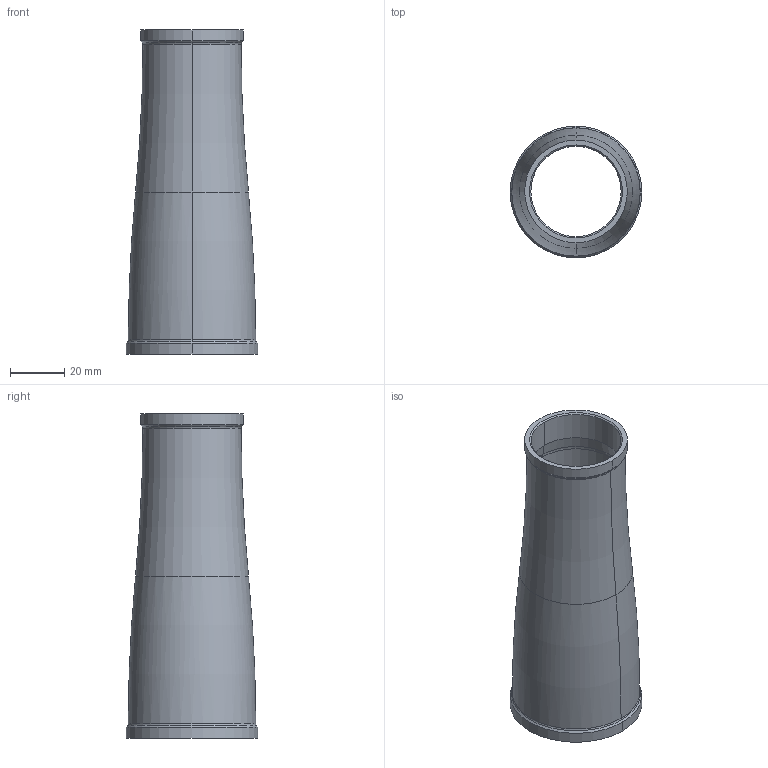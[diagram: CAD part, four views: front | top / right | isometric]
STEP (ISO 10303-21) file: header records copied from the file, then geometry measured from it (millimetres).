
FILE_DESCRIPTION (( 'STEP AP214' ), '1' );
FILE_NAME ('HT0510.STEP', '2018-10-02T20:42:10', ( 'JeffCAD' ), ( 'Microsoft' ), 'SwSTEP 2.0', 'SolidWorks 2018', '' );
FILE_SCHEMA (( 'AUTOMOTIVE_DESIGN' ));
Length unit declared in the file: millimetre
Products named in the file (1): HT0510
Bounding box: 48.8 x 48.8 x 120 mm (x, y, z)
Volume: 17457 mm3; surface area: 31449.2 mm2
Topology: 1 solids, 1 shells, 40 faces, 80 edges, 42 vertices
Faces by surface type: torus 18, cone 12, cylinder 8, plane 2
Entity records: 1070 total; most frequent: DIRECTION 222, CARTESIAN_POINT 163, ORIENTED_EDGE 160, AXIS2_PLACEMENT_3D 101, EDGE_CURVE 80, CIRCLE 60, VERTEX_POINT 42, EDGE_LOOP 42
